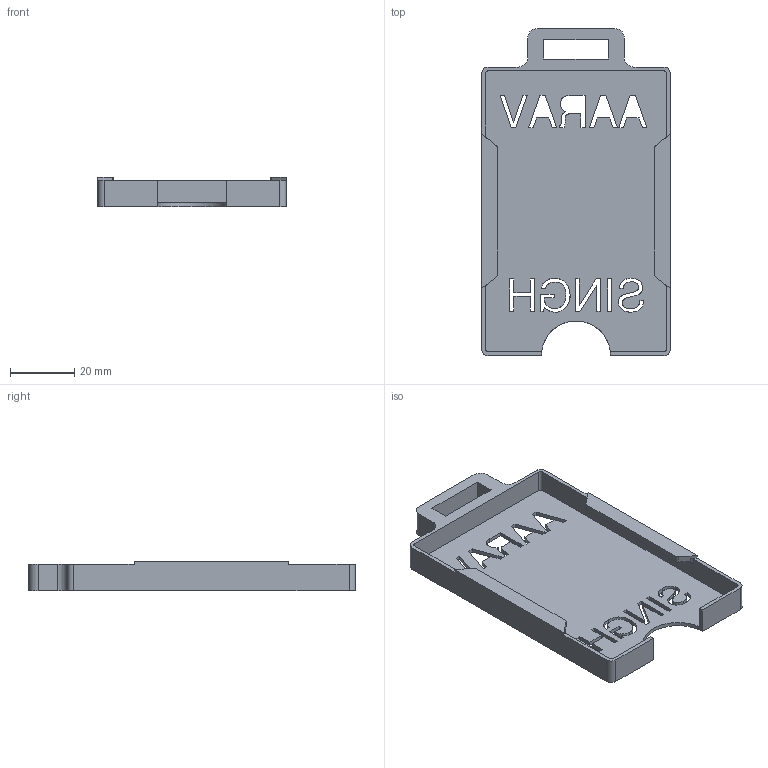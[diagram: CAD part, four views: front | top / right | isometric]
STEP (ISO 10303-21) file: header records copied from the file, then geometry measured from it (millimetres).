
FILE_DESCRIPTION(('FreeCAD Model'),'2;1');
FILE_NAME('Open CASCADE Shape Model','2025-07-23T15:31:39',(''),(''), 'Open CASCADE STEP processor 7.9','FreeCAD','Unknown');
FILE_SCHEMA(('AUTOMOTIVE_DESIGN { 1 0 10303 214 1 1 1 1 }'));
Length unit declared in the file: millimetre
Products named in the file (1): Body
Bounding box: 58.6 x 101.6 x 9.2 mm (x, y, z)
Volume: 10678.1 mm3; surface area: 16015.2 mm2
Topology: 1 solids, 1 shells, 160 faces, 478 edges, 320 vertices
Faces by surface type: plane 111, extrusion 27, cylinder 22
Entity records: 6334 total; most frequent: CARTESIAN_POINT 2015, ORIENTED_EDGE 956, DIRECTION 765, EDGE_CURVE 478, VECTOR 405, LINE 378, VERTEX_POINT 320, FACE_BOUND 182
